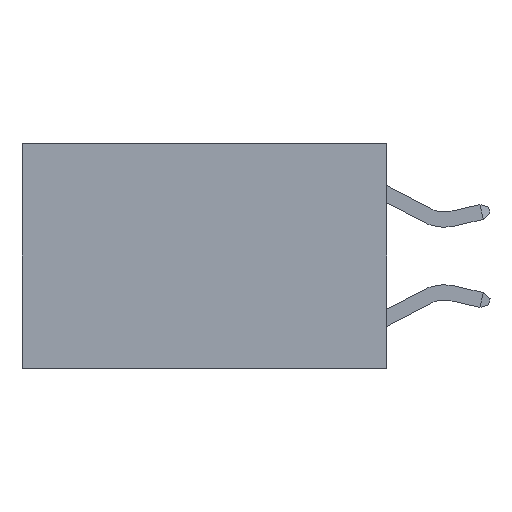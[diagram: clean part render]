
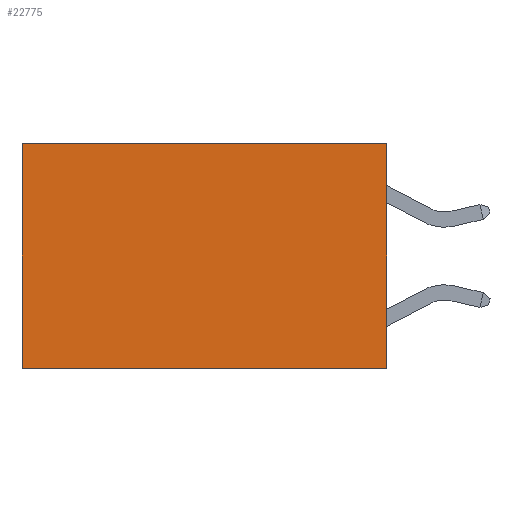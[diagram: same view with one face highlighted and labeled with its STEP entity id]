
A CAD part, left-side view. The second image highlights one B-rep face of the part: STEP entity #22775.
In plain terms, the highlighted planar face has unit normal (-1, 0, 0).
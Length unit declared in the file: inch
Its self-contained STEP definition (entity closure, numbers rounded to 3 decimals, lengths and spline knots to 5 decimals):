
#482 = DIRECTION ( 'NONE',  ( 0., 0., -1. ) ) ;
#633 = LINE ( 'NONE', #7914, #16912 ) ;
#1153 = CARTESIAN_POINT ( 'NONE',  ( 0.2625, 0.6, 0. ) ) ;
#1349 = DIRECTION ( 'NONE',  ( 0., 0., -1. ) ) ;
#1814 = CARTESIAN_POINT ( 'NONE',  ( 0.2625, 0., 0. ) ) ;
#4192 = EDGE_CURVE ( 'NONE', #6804, #16095, #15498, .T. ) ;
#4602 = EDGE_CURVE ( 'NONE', #8346, #5262, #16784, .T. ) ;
#5262 = VERTEX_POINT ( 'NONE', #6928 ) ;
#5602 = AXIS2_PLACEMENT_3D ( 'NONE', #1814, #20878, #8265 ) ;
#5650 = CARTESIAN_POINT ( 'NONE',  ( 0.2625, 0.6, 0. ) ) ;
#5752 = CARTESIAN_POINT ( 'NONE',  ( 0.2625, 0., 0. ) ) ;
#6804 = VERTEX_POINT ( 'NONE', #1153 ) ;
#6928 = CARTESIAN_POINT ( 'NONE',  ( 0.2625, 0., -0.37 ) ) ;
#6962 = CARTESIAN_POINT ( 'NONE',  ( 0.2625, 0., 0. ) ) ;
#7434 = CARTESIAN_POINT ( 'NONE',  ( 0.2625, 0.6, -0.37 ) ) ;
#7914 = CARTESIAN_POINT ( 'NONE',  ( 0.2625, 0., -0.37 ) ) ;
#8265 = DIRECTION ( 'NONE',  ( 0., 0., -1. ) ) ;
#8346 = VERTEX_POINT ( 'NONE', #20990 ) ;
#9531 = EDGE_LOOP ( 'NONE', ( #12126, #15412, #18624, #15366 ) ) ;
#12126 = ORIENTED_EDGE ( 'NONE', *, *, #4192, .T. ) ;
#15366 = ORIENTED_EDGE ( 'NONE', *, *, #19552, .T. ) ;
#15412 = ORIENTED_EDGE ( 'NONE', *, *, #15519, .F. ) ;
#15498 = LINE ( 'NONE', #5650, #21082 ) ;
#15519 = EDGE_CURVE ( 'NONE', #5262, #16095, #633, .T. ) ;
#16004 = FACE_OUTER_BOUND ( 'NONE', #9531, .T. ) ;
#16095 = VERTEX_POINT ( 'NONE', #7434 ) ;
#16784 = LINE ( 'NONE', #6962, #21732 ) ;
#16814 = VECTOR ( 'NONE', #18419, 39.37008 ) ;
#16912 = VECTOR ( 'NONE', #22665, 39.37008 ) ;
#18419 = DIRECTION ( 'NONE',  ( 0., 1., 0. ) ) ;
#18624 = ORIENTED_EDGE ( 'NONE', *, *, #4602, .F. ) ;
#19552 = EDGE_CURVE ( 'NONE', #8346, #6804, #21760, .T. ) ;
#20784 = PLANE ( 'NONE',  #5602 ) ;
#20878 = DIRECTION ( 'NONE',  ( 1., 0., 0. ) ) ;
#20990 = CARTESIAN_POINT ( 'NONE',  ( 0.2625, 0., 0. ) ) ;
#21082 = VECTOR ( 'NONE', #1349, 39.37008 ) ;
#21732 = VECTOR ( 'NONE', #482, 39.37008 ) ;
#21760 = LINE ( 'NONE', #5752, #16814 ) ;
#22665 = DIRECTION ( 'NONE',  ( 0., 1., 0. ) ) ;
#22775 = ADVANCED_FACE ( 'NONE', ( #16004 ), #20784, .F. ) ;
